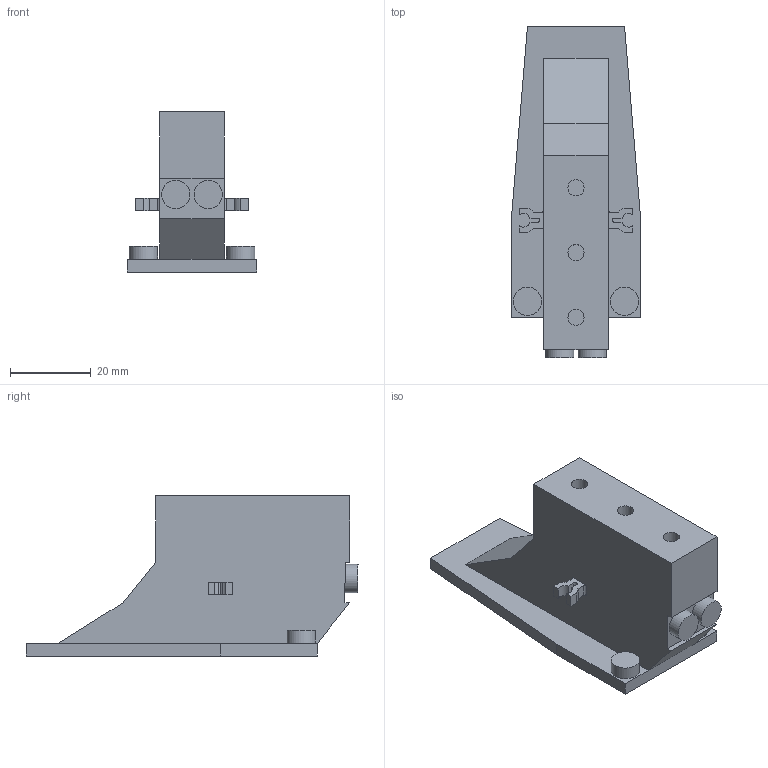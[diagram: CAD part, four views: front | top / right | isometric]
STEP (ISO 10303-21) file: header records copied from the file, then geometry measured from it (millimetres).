
FILE_DESCRIPTION(/* description */ (''),/* implementation_level */ '2;1');
FILE_NAME(/* name */ 'Fuss v5.step',/* time_stamp */ '2024-02-12T16:41:06+01:00',/* author */ (''),/* organization */ (''),/* preprocessor_version */ 'ST-DEVELOPER v20',/* originating_system */ 'Autodesk Translation Framework v12.20.1.177',/* authorisation */ '');
FILE_SCHEMA (('AUTOMOTIVE_DESIGN { 1 0 10303 214 3 1 1 }'));
Length unit declared in the file: millimetre
Products named in the file (1): Fuss
Bounding box: 32 x 82.02 x 39.6 mm (x, y, z)
Volume: 37090.4 mm3; surface area: 10938.5 mm2
Topology: 1 solids, 1 shells, 69 faces, 172 edges, 114 vertices
Faces by surface type: plane 46, cylinder 23
Full cylindrical faces by diameter (mm): 4 x3, 7 x4
Entity records: 2089 total; most frequent: DIRECTION 358, CARTESIAN_POINT 356, ORIENTED_EDGE 344, EDGE_CURVE 172, LINE 126, VECTOR 126, AXIS2_PLACEMENT_3D 116, VERTEX_POINT 114
